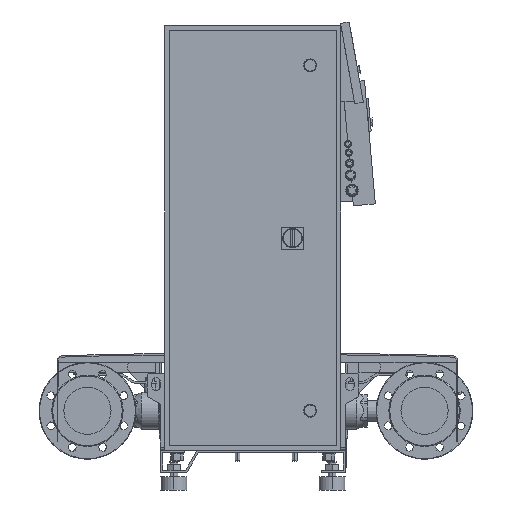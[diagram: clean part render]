
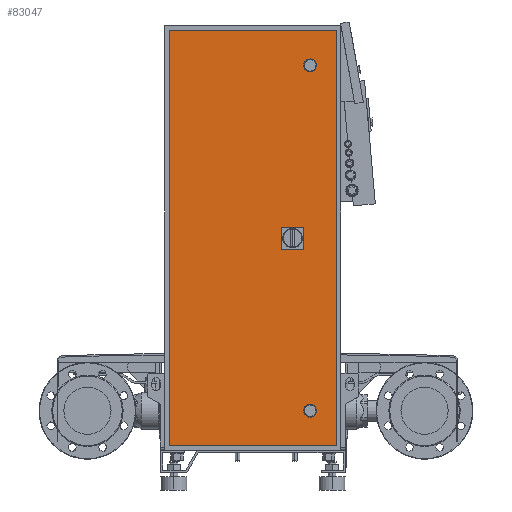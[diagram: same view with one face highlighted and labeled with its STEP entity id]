
A CAD part, left-side view. The second image highlights one B-rep face of the part: STEP entity #83047.
In plain terms, the highlighted free-form (B-spline) face has degree [1, 1] with [2, 2] control points.
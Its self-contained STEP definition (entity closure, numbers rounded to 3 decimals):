
#82567=CARTESIAN_POINT('',(-200.0,-130.0,165.0));
#82568=VERTEX_POINT('',#82567);
#82584=CARTESIAN_POINT('',(-200.0,-130.0,195.0));
#82585=VERTEX_POINT('',#82584);
#82592=CARTESIAN_POINT('',(-200.0,-130.0,180.0));
#82593=DIRECTION('',(1.0,0.0,0.0));
#82594=DIRECTION('',(0.0,0.0,-1.0));
#82595=AXIS2_PLACEMENT_3D('',#82592,#82593,#82594);
#82596=CIRCLE('',#82595,15.0);
#82597=EDGE_CURVE('',#82568,#82585,#82596,.T.);
#82649=CARTESIAN_POINT('',(-200.0,-130.0,950.0));
#82650=VERTEX_POINT('',#82649);
#82666=CARTESIAN_POINT('',(-200.0,-130.0,980.0));
#82667=VERTEX_POINT('',#82666);
#82674=CARTESIAN_POINT('',(-200.0,-130.0,965.0));
#82675=DIRECTION('',(1.0,0.0,0.0));
#82676=DIRECTION('',(0.0,0.0,-1.0));
#82677=AXIS2_PLACEMENT_3D('',#82674,#82675,#82676);
#82678=CIRCLE('',#82677,15.0);
#82679=EDGE_CURVE('',#82650,#82667,#82678,.T.);
#82788=CARTESIAN_POINT('',(-200.0,-130.0,965.0));
#82789=DIRECTION('',(1.0,0.0,0.0));
#82790=DIRECTION('',(0.0,0.0,-1.0));
#82791=AXIS2_PLACEMENT_3D('',#82788,#82789,#82790);
#82792=CIRCLE('',#82791,15.0);
#82793=EDGE_CURVE('',#82667,#82650,#82792,.T.);
#82844=CARTESIAN_POINT('',(-200.0,-130.0,180.0));
#82845=DIRECTION('',(1.0,0.0,0.0));
#82846=DIRECTION('',(0.0,0.0,-1.0));
#82847=AXIS2_PLACEMENT_3D('',#82844,#82845,#82846);
#82848=CIRCLE('',#82847,15.0);
#82849=EDGE_CURVE('',#82585,#82568,#82848,.T.);
#82937=CARTESIAN_POINT('',(-200.,190.,1045.0));
#82938=VERTEX_POINT('',#82937);
#82939=CARTESIAN_POINT('',(-200.,190.0,100.0));
#82940=VERTEX_POINT('',#82939);
#82941=CARTESIAN_POINT('',(-200.,190.,1045.0));
#82942=DIRECTION('',(0.0,0.0,-1.0));
#82943=VECTOR('',#82942,945.0);
#82944=LINE('',#82941,#82943);
#82945=EDGE_CURVE('',#82938,#82940,#82944,.T.);
#82968=CARTESIAN_POINT('',(-200.0,-190.0,100.0));
#82969=VERTEX_POINT('',#82968);
#82970=CARTESIAN_POINT('',(-200.,190.0,100.0));
#82971=DIRECTION('',(0.0,-1.0,0.0));
#82972=VECTOR('',#82971,380.0);
#82973=LINE('',#82970,#82972);
#82974=EDGE_CURVE('',#82940,#82969,#82973,.T.);
#82992=CARTESIAN_POINT('',(-200.0,-190.0,1045.0));
#82993=VERTEX_POINT('',#82992);
#82994=CARTESIAN_POINT('',(-200.0,-190.0,100.0));
#82995=DIRECTION('',(0.0,0.0,1.0));
#82996=VECTOR('',#82995,945.0);
#82997=LINE('',#82994,#82996);
#82998=EDGE_CURVE('',#82969,#82993,#82997,.T.);
#83016=CARTESIAN_POINT('',(-200.0,-190.0,1045.0));
#83017=DIRECTION('',(0.0,1.0,0.0));
#83018=VECTOR('',#83017,380.);
#83019=LINE('',#83016,#83018);
#83020=EDGE_CURVE('',#82993,#82938,#83019,.T.);
#83028=CARTESIAN_POINT('',(-200.0,190.0,1045.0));
#83029=CARTESIAN_POINT('',(-200.0,190.0,100.0));
#83030=CARTESIAN_POINT('',(-200.,-190.0,1045.0));
#83031=CARTESIAN_POINT('',(-200.0,-190.0,100.0));
#83032=B_SPLINE_SURFACE_WITH_KNOTS('',1,1,((#83028,#83030),(#83029,#83031)),.UNSPECIFIED.,.F.,.F.,.U.,(2,2),(2,2),(0.0,945.0),(0.0,380.0),.UNSPECIFIED.);
#83033=ORIENTED_EDGE('',*,*,#82945,.T.);
#83034=ORIENTED_EDGE('',*,*,#82974,.T.);
#83035=ORIENTED_EDGE('',*,*,#82998,.T.);
#83036=ORIENTED_EDGE('',*,*,#83020,.T.);
#83037=EDGE_LOOP('',(#83033,#83034,#83035,#83036));
#83038=FACE_OUTER_BOUND('',#83037,.T.);
#83039=ORIENTED_EDGE('',*,*,#82849,.T.);
#83040=ORIENTED_EDGE('',*,*,#82597,.T.);
#83041=EDGE_LOOP('',(#83039,#83040));
#83042=FACE_BOUND('',#83041,.T.);
#83043=ORIENTED_EDGE('',*,*,#82793,.T.);
#83044=ORIENTED_EDGE('',*,*,#82679,.T.);
#83045=EDGE_LOOP('',(#83043,#83044));
#83046=FACE_BOUND('',#83045,.T.);
#83047=ADVANCED_FACE('',(#83038,#83042,#83046),#83032,.T.);
